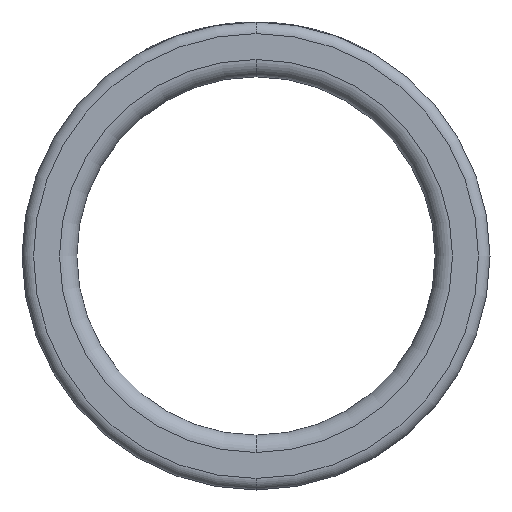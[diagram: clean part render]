
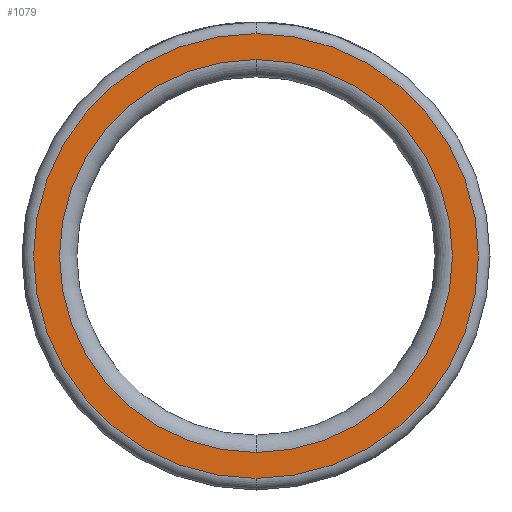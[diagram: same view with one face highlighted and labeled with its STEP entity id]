
A CAD part, front view. The second image highlights one B-rep face of the part: STEP entity #1079.
In plain terms, the highlighted planar face has unit normal (0, -1, 0).
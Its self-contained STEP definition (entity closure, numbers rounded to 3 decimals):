
#99 = CARTESIAN_POINT ( 'NONE',  ( 0., -75., 0. ) ) ;
#143 = EDGE_CURVE ( 'NONE', #2433, #1544, #586, .T. ) ;
#285 = FACE_BOUND ( 'NONE', #2194, .T. ) ;
#367 = CARTESIAN_POINT ( 'NONE',  ( 34., -75., 0. ) ) ;
#392 = ORIENTED_EDGE ( 'NONE', *, *, #2708, .T. ) ;
#403 = AXIS2_PLACEMENT_3D ( 'NONE', #433, #1501, #1306 ) ;
#433 = CARTESIAN_POINT ( 'NONE',  ( 0., -75., 0. ) ) ;
#543 = CARTESIAN_POINT ( 'NONE',  ( 0., -75., -38.5 ) ) ;
#576 = CARTESIAN_POINT ( 'NONE',  ( 0., -75., -34. ) ) ;
#582 = FACE_OUTER_BOUND ( 'NONE', #833, .T. ) ;
#586 = CIRCLE ( 'NONE', #1212, 34. ) ;
#719 = CARTESIAN_POINT ( 'NONE',  ( 0., -75., 0. ) ) ;
#756 = CARTESIAN_POINT ( 'NONE',  ( 0., -75., 38.5 ) ) ;
#774 = CARTESIAN_POINT ( 'NONE',  ( 0., -75., 34. ) ) ;
#833 = EDGE_LOOP ( 'NONE', ( #1508, #392 ) ) ;
#871 = DIRECTION ( 'NONE',  ( 0., -1., 0. ) ) ;
#955 = DIRECTION ( 'NONE',  ( 0., 0., -1. ) ) ;
#983 = AXIS2_PLACEMENT_3D ( 'NONE', #367, #1025, #2732 ) ;
#1003 = PLANE ( 'NONE',  #983 ) ;
#1010 = EDGE_CURVE ( 'NONE', #2053, #1472, #1570, .T. ) ;
#1025 = DIRECTION ( 'NONE',  ( 0., -1., 0. ) ) ;
#1079 = ADVANCED_FACE ( 'NONE', ( #582, #285 ), #1003, .T. ) ;
#1168 = ORIENTED_EDGE ( 'NONE', *, *, #2725, .F. ) ;
#1212 = AXIS2_PLACEMENT_3D ( 'NONE', #2592, #871, #1950 ) ;
#1306 = DIRECTION ( 'NONE',  ( 0., 0., -1. ) ) ;
#1472 = VERTEX_POINT ( 'NONE', #756 ) ;
#1501 = DIRECTION ( 'NONE',  ( 0., -1., 0. ) ) ;
#1508 = ORIENTED_EDGE ( 'NONE', *, *, #1010, .T. ) ;
#1544 = VERTEX_POINT ( 'NONE', #576 ) ;
#1570 = CIRCLE ( 'NONE', #403, 38.5 ) ;
#1673 = ORIENTED_EDGE ( 'NONE', *, *, #143, .F. ) ;
#1694 = AXIS2_PLACEMENT_3D ( 'NONE', #99, #1793, #955 ) ;
#1793 = DIRECTION ( 'NONE',  ( 0., -1., 0. ) ) ;
#1806 = DIRECTION ( 'NONE',  ( 0., -1., 0. ) ) ;
#1950 = DIRECTION ( 'NONE',  ( 0., 0., -1. ) ) ;
#2053 = VERTEX_POINT ( 'NONE', #543 ) ;
#2086 = CIRCLE ( 'NONE', #2658, 38.5 ) ;
#2194 = EDGE_LOOP ( 'NONE', ( #1168, #1673 ) ) ;
#2207 = DIRECTION ( 'NONE',  ( 0., 0., -1. ) ) ;
#2356 = CIRCLE ( 'NONE', #1694, 34. ) ;
#2433 = VERTEX_POINT ( 'NONE', #774 ) ;
#2592 = CARTESIAN_POINT ( 'NONE',  ( 0., -75., 0. ) ) ;
#2658 = AXIS2_PLACEMENT_3D ( 'NONE', #719, #1806, #2207 ) ;
#2708 = EDGE_CURVE ( 'NONE', #1472, #2053, #2086, .T. ) ;
#2725 = EDGE_CURVE ( 'NONE', #1544, #2433, #2356, .T. ) ;
#2732 = DIRECTION ( 'NONE',  ( 0., 0., -1. ) ) ;
